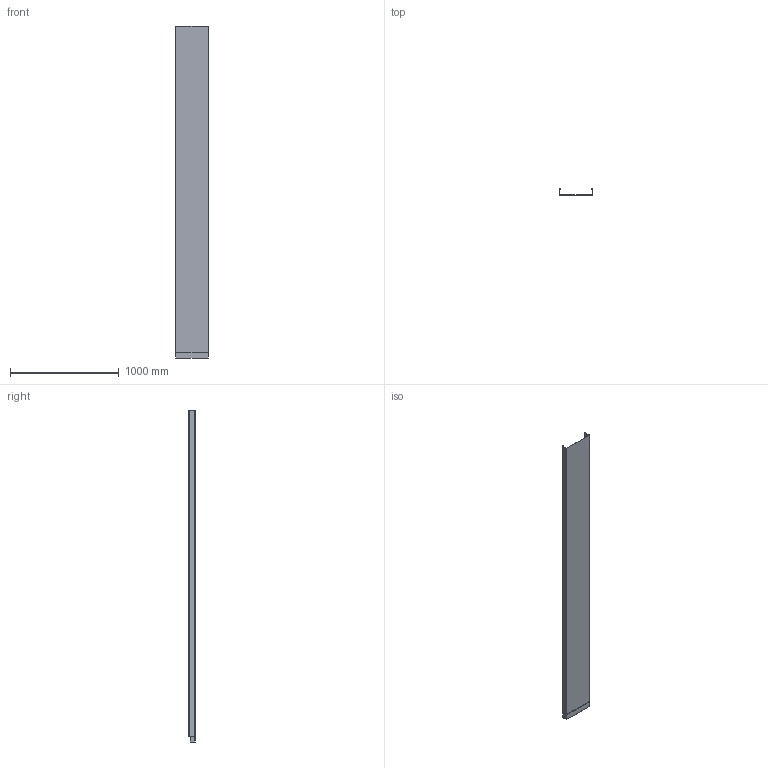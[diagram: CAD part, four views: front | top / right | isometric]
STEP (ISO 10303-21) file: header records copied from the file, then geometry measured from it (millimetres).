
FILE_DESCRIPTION (( 'STEP AP214' ), '1' );
FILE_NAME ('6047656.stp', '2024-03-12T14:46:06', ( '' ), ( '' ), 'SwSTEP 2.0', 'SolidWorks 2022', '' );
FILE_SCHEMA (( 'AUTOMOTIVE_DESIGN' ));
Length unit declared in the file: millimetre
Products named in the file (1): 6047656
Bounding box: 303.16 x 61.1 x 3050.1 mm (x, y, z)
Volume: 1084881.7 mm3; surface area: 2721986 mm2
Topology: 1 solids, 1 shells, 90 faces, 192 edges, 104 vertices
Faces by surface type: plane 42, cylinder 24, torus 12, cone 8, sphere 4
Entity records: 2390 total; most frequent: DIRECTION 450, CARTESIAN_POINT 387, ORIENTED_EDGE 384, EDGE_CURVE 192, AXIS2_PLACEMENT_3D 167, LINE 116, VECTOR 116, VERTEX_POINT 104
